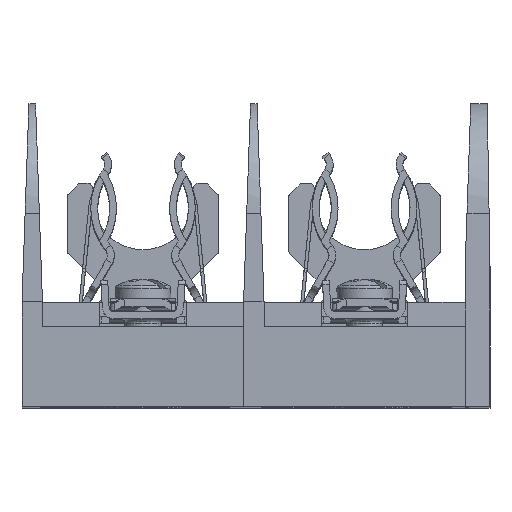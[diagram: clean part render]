
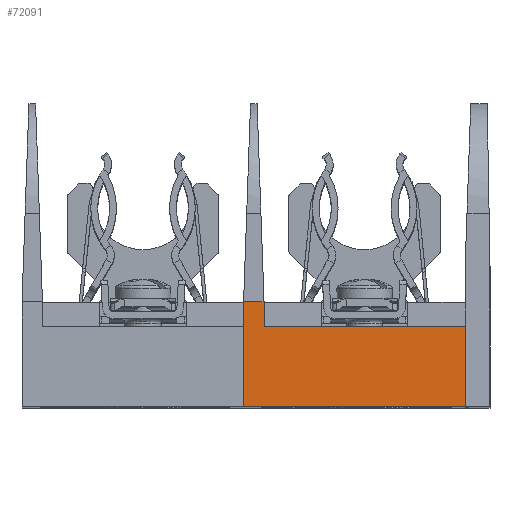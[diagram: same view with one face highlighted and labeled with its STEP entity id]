
A CAD part, top view. The second image highlights one B-rep face of the part: STEP entity #72091.
In plain terms, the highlighted planar face has unit normal (0, 0, 1).
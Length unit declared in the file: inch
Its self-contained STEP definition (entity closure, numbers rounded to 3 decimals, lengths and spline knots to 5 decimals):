
#287 = VECTOR ( 'NONE', #56353, 39.37008 ) ;
#448 = CARTESIAN_POINT ( 'NONE',  ( 1.53826, 4.09326, 8.60219 ) ) ;
#1080 = FACE_OUTER_BOUND ( 'NONE', #8823, .T. ) ;
#2224 = ORIENTED_EDGE ( 'NONE', *, *, #98964, .T. ) ;
#5444 = CARTESIAN_POINT ( 'NONE',  ( 2.86626, 3.93326, 8.60219 ) ) ;
#7665 = CARTESIAN_POINT ( 'NONE',  ( 1.53826, 3.93326, 8.60219 ) ) ;
#8823 = EDGE_LOOP ( 'NONE', ( #11671, #2224, #92038, #89215, #13224, #52530 ) ) ;
#9633 = DIRECTION ( 'NONE',  ( 1., 0., 0. ) ) ;
#11671 = ORIENTED_EDGE ( 'NONE', *, *, #32879, .F. ) ;
#13224 = ORIENTED_EDGE ( 'NONE', *, *, #25568, .T. ) ;
#16275 = CARTESIAN_POINT ( 'NONE',  ( 1.53826, 3.93326, 8.60219 ) ) ;
#18429 = LINE ( 'NONE', #54516, #41584 ) ;
#19461 = VERTEX_POINT ( 'NONE', #30436 ) ;
#22224 = VERTEX_POINT ( 'NONE', #5444 ) ;
#25568 = EDGE_CURVE ( 'NONE', #29587, #19461, #46597, .T. ) ;
#29587 = VERTEX_POINT ( 'NONE', #38747 ) ;
#30436 = CARTESIAN_POINT ( 'NONE',  ( 2.86626, 3.40326, 8.60219 ) ) ;
#30663 = EDGE_CURVE ( 'NONE', #22224, #19461, #18429, .T. ) ;
#31279 = LINE ( 'NONE', #7665, #77650 ) ;
#32262 = LINE ( 'NONE', #93713, #78662 ) ;
#32879 = EDGE_CURVE ( 'NONE', #106672, #22224, #32262, .T. ) ;
#33934 = CARTESIAN_POINT ( 'NONE',  ( 1.40326, 4.09326, 8.60219 ) ) ;
#38747 = CARTESIAN_POINT ( 'NONE',  ( 1.40326, 3.40326, 8.60219 ) ) ;
#41474 = CARTESIAN_POINT ( 'NONE',  ( 1.53826, 4.09326, 8.60219 ) ) ;
#41499 = DIRECTION ( 'NONE',  ( 1., 0., 0. ) ) ;
#41584 = VECTOR ( 'NONE', #106708, 39.37008 ) ;
#45295 = EDGE_CURVE ( 'NONE', #79575, #83797, #67762, .T. ) ;
#46597 = LINE ( 'NONE', #47650, #287 ) ;
#47650 = CARTESIAN_POINT ( 'NONE',  ( 1.53826, 3.40326, 8.60219 ) ) ;
#50236 = DIRECTION ( 'NONE',  ( -1., 0., 0. ) ) ;
#52530 = ORIENTED_EDGE ( 'NONE', *, *, #30663, .F. ) ;
#54516 = CARTESIAN_POINT ( 'NONE',  ( 2.86626, 4.09326, 8.60219 ) ) ;
#56353 = DIRECTION ( 'NONE',  ( 1., 0., 0. ) ) ;
#61718 = CARTESIAN_POINT ( 'NONE',  ( 1.53826, 4.09326, 8.60219 ) ) ;
#66530 = VECTOR ( 'NONE', #85244, 39.37008 ) ;
#67762 = LINE ( 'NONE', #61718, #111452 ) ;
#68603 = DIRECTION ( 'NONE',  ( 0., 1., 0. ) ) ;
#72091 = ADVANCED_FACE ( 'NONE', ( #1080 ), #110457, .F. ) ;
#76509 = CARTESIAN_POINT ( 'NONE',  ( 1.40326, 4.09326, 8.60219 ) ) ;
#77650 = VECTOR ( 'NONE', #68603, 39.37008 ) ;
#78662 = VECTOR ( 'NONE', #41499, 39.37008 ) ;
#79575 = VERTEX_POINT ( 'NONE', #33934 ) ;
#83797 = VERTEX_POINT ( 'NONE', #448 ) ;
#85244 = DIRECTION ( 'NONE',  ( 0., -1., 0. ) ) ;
#89215 = ORIENTED_EDGE ( 'NONE', *, *, #110012, .T. ) ;
#89751 = LINE ( 'NONE', #76509, #66530 ) ;
#92038 = ORIENTED_EDGE ( 'NONE', *, *, #45295, .F. ) ;
#93713 = CARTESIAN_POINT ( 'NONE',  ( 2.86626, 3.93326, 8.60219 ) ) ;
#98964 = EDGE_CURVE ( 'NONE', #106672, #83797, #31279, .T. ) ;
#102467 = DIRECTION ( 'NONE',  ( 0., 0., -1. ) ) ;
#106672 = VERTEX_POINT ( 'NONE', #16275 ) ;
#106708 = DIRECTION ( 'NONE',  ( 0., -1., 0. ) ) ;
#110012 = EDGE_CURVE ( 'NONE', #79575, #29587, #89751, .T. ) ;
#110457 = PLANE ( 'NONE',  #112192 ) ;
#111452 = VECTOR ( 'NONE', #9633, 39.37008 ) ;
#112192 = AXIS2_PLACEMENT_3D ( 'NONE', #41474, #102467, #50236 ) ;
